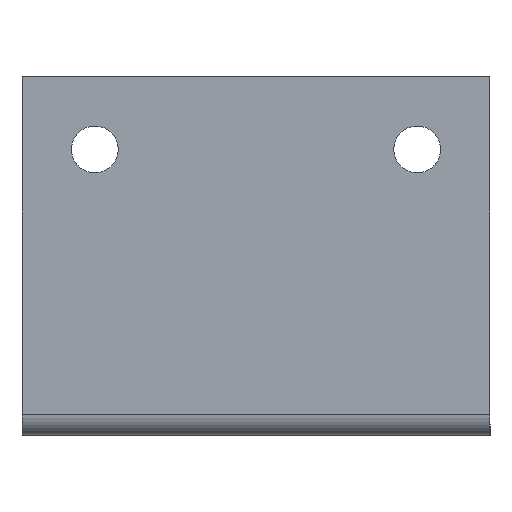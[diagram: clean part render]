
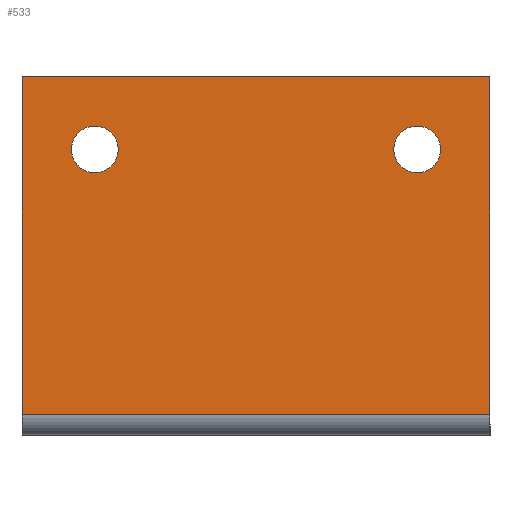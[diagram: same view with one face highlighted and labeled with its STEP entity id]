
A CAD part, left-side view. The second image highlights one B-rep face of the part: STEP entity #533.
In plain terms, the highlighted planar face has unit normal (-1, 0, 0).
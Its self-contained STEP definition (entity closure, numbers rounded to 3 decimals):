
#23=FACE_BOUND('',#99,.T.);
#24=FACE_BOUND('',#100,.T.);
#41=PLANE('',#596);
#67=FACE_OUTER_BOUND('',#98,.T.);
#98=EDGE_LOOP('',(#416,#417,#418,#419));
#99=EDGE_LOOP('',(#420));
#100=EDGE_LOOP('',(#421));
#130=LINE('',#802,#179);
#145=LINE('',#838,#194);
#148=LINE('',#844,#197);
#149=LINE('',#845,#198);
#179=VECTOR('',#650,10.);
#194=VECTOR('',#689,10.);
#197=VECTOR('',#694,10.);
#198=VECTOR('',#695,10.);
#227=CIRCLE('',#577,2.25);
#230=CIRCLE('',#581,2.25);
#247=VERTEX_POINT('',#784);
#250=VERTEX_POINT('',#792);
#253=VERTEX_POINT('',#799);
#254=VERTEX_POINT('',#801);
#263=VERTEX_POINT('',#837);
#265=VERTEX_POINT('',#843);
#296=EDGE_CURVE('',#247,#247,#227,.T.);
#300=EDGE_CURVE('',#250,#250,#230,.T.);
#303=EDGE_CURVE('',#254,#253,#130,.T.);
#321=EDGE_CURVE('',#263,#254,#145,.T.);
#324=EDGE_CURVE('',#253,#265,#148,.T.);
#325=EDGE_CURVE('',#265,#263,#149,.T.);
#416=ORIENTED_EDGE('',*,*,#303,.T.);
#417=ORIENTED_EDGE('',*,*,#324,.T.);
#418=ORIENTED_EDGE('',*,*,#325,.T.);
#419=ORIENTED_EDGE('',*,*,#321,.T.);
#420=ORIENTED_EDGE('',*,*,#296,.T.);
#421=ORIENTED_EDGE('',*,*,#300,.T.);
#533=ADVANCED_FACE('',(#67,#23,#24),#41,.F.);
#577=AXIS2_PLACEMENT_3D('',#786,#634,#635);
#581=AXIS2_PLACEMENT_3D('',#794,#643,#644);
#596=AXIS2_PLACEMENT_3D('',#842,#692,#693);
#634=DIRECTION('center_axis',(1.,0.,0.));
#635=DIRECTION('ref_axis',(0.,0.,-1.));
#643=DIRECTION('center_axis',(1.,0.,0.));
#644=DIRECTION('ref_axis',(0.,0.,-1.));
#650=DIRECTION('',(0.,-1.,0.));
#689=DIRECTION('',(0.,0.,-1.));
#692=DIRECTION('center_axis',(1.,0.,0.));
#693=DIRECTION('ref_axis',(0.,0.,-1.));
#694=DIRECTION('',(0.,0.,1.));
#695=DIRECTION('',(0.,1.,0.));
#784=CARTESIAN_POINT('',(-17.792,17.631,12.5));
#786=CARTESIAN_POINT('Origin',(-17.792,17.631,10.25));
#792=CARTESIAN_POINT('',(-17.792,-13.369,12.5));
#794=CARTESIAN_POINT('Origin',(-17.792,-13.369,10.25));
#799=CARTESIAN_POINT('',(-17.792,-20.369,-15.25));
#801=CARTESIAN_POINT('',(-17.792,24.631,-15.25));
#802=CARTESIAN_POINT('',(-17.792,13.381,-15.25));
#837=CARTESIAN_POINT('',(-17.792,24.631,17.25));
#838=CARTESIAN_POINT('',(-17.792,24.631,17.25));
#842=CARTESIAN_POINT('Origin',(-17.792,2.131,0.));
#843=CARTESIAN_POINT('',(-17.792,-20.369,17.25));
#844=CARTESIAN_POINT('',(-17.792,-20.369,-17.25));
#845=CARTESIAN_POINT('',(-17.792,-20.369,17.25));
